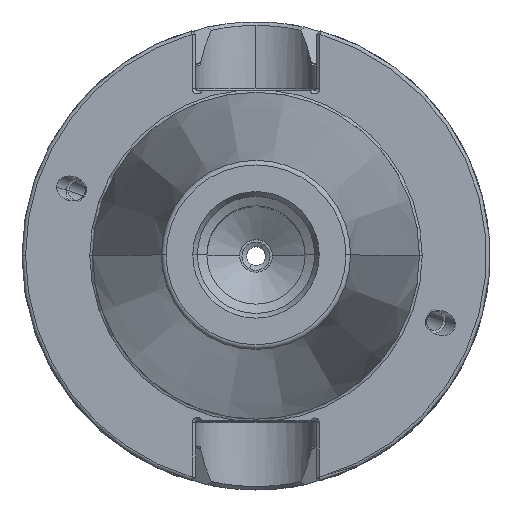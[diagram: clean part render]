
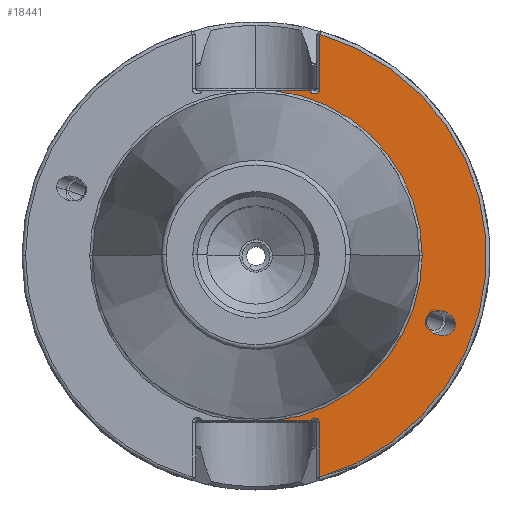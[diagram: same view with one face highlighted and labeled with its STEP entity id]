
A CAD part, top view. The second image highlights one B-rep face of the part: STEP entity #18441.
In plain terms, the highlighted planar face has unit normal (0, 0, 1).
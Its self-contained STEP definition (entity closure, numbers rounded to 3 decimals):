
#24 = VECTOR ( 'NONE', #1605, 1000. ) ;
#326 = DIRECTION ( 'NONE',  ( 0., 0., -1. ) ) ;
#469 = DIRECTION ( 'NONE',  ( -1., 0., 0. ) ) ;
#505 = ORIENTED_EDGE ( 'NONE', *, *, #1068, .F. ) ;
#506 = CARTESIAN_POINT ( 'NONE',  ( 36.355, -14.023, -3. ) ) ;
#713 = AXIS2_PLACEMENT_3D ( 'NONE', #19946, #10155, #469 ) ;
#753 = EDGE_LOOP ( 'NONE', ( #19159, #14430 ) ) ;
#776 =( BOUNDED_CURVE ( )  B_SPLINE_CURVE ( 3, ( #506, #10196, #13490, #3746 ),
 .UNSPECIFIED., .F., .F. ) 
 B_SPLINE_CURVE_WITH_KNOTS ( ( 4, 4 ),
 ( 2.852, 5.993 ),
 .UNSPECIFIED. ) 
 CURVE ( )  GEOMETRIC_REPRESENTATION_ITEM ( )  RATIONAL_B_SPLINE_CURVE ( ( 1., 0.333, 0.333, 1. ) ) 
 REPRESENTATION_ITEM ( '' )  );
#864 = CARTESIAN_POINT ( 'NONE',  ( 13.65, 47.308, -3. ) ) ;
#904 = VERTEX_POINT ( 'NONE', #7339 ) ;
#975 = VERTEX_POINT ( 'NONE', #5459 ) ;
#1068 = EDGE_CURVE ( 'NONE', #8333, #17228, #3368, .T. ) ;
#1605 = DIRECTION ( 'NONE',  ( 0., -1., 0. ) ) ;
#1666 = CARTESIAN_POINT ( 'NONE',  ( 13.544, 49.987, -3. ) ) ;
#2486 = CIRCLE ( 'NONE', #713, 35.5 ) ;
#2640 = EDGE_CURVE ( 'NONE', #13273, #17228, #12898, .T. ) ;
#2717 = DIRECTION ( 'NONE',  ( -1., 0., 0. ) ) ;
#2854 = VECTOR ( 'NONE', #19256, 1000. ) ;
#2879 = ORIENTED_EDGE ( 'NONE', *, *, #15157, .T. ) ;
#3003 = ORIENTED_EDGE ( 'NONE', *, *, #8366, .T. ) ;
#3358 = CARTESIAN_POINT ( 'NONE',  ( 0., 0., -3. ) ) ;
#3368 = LINE ( 'NONE', #11364, #2854 ) ;
#3413 = CARTESIAN_POINT ( 'NONE',  ( 0., 35.3, -3. ) ) ;
#3657 = EDGE_CURVE ( 'NONE', #975, #13340, #14347, .T. ) ;
#3682 = ORIENTED_EDGE ( 'NONE', *, *, #15537, .T. ) ;
#3746 = CARTESIAN_POINT ( 'NONE',  ( 42.579, -14.707, -3. ) ) ;
#3806 = ORIENTED_EDGE ( 'NONE', *, *, #16112, .T. ) ;
#3854 = AXIS2_PLACEMENT_3D ( 'NONE', #15486, #5690, #17122 ) ;
#4737 = ORIENTED_EDGE ( 'NONE', *, *, #11588, .F. ) ;
#4909 = DIRECTION ( 'NONE',  ( 0., -1., 0. ) ) ;
#4963 = CARTESIAN_POINT ( 'NONE',  ( 13.544, -47.338, -3. ) ) ;
#5005 = VERTEX_POINT ( 'NONE', #864 ) ;
#5111 = CARTESIAN_POINT ( 'NONE',  ( 36.355, -14.023, -3. ) ) ;
#5254 = VERTEX_POINT ( 'NONE', #20080 ) ;
#5403 = DIRECTION ( 'NONE',  ( 0., 0., -1. ) ) ;
#5459 = CARTESIAN_POINT ( 'NONE',  ( 42.579, -14.707, -3. ) ) ;
#5690 = DIRECTION ( 'NONE',  ( 0., 0., -1. ) ) ;
#5784 = VERTEX_POINT ( 'NONE', #13283 ) ;
#5916 = CARTESIAN_POINT ( 'NONE',  ( 36.355, -14.023, -3. ) ) ;
#6059 = CARTESIAN_POINT ( 'NONE',  ( 3.763, 35.3, -3. ) ) ;
#6238 = DIRECTION ( 'NONE',  ( 0., 0., 1. ) ) ;
#6302 = CARTESIAN_POINT ( 'NONE',  ( 36.355, -19.326, -3. ) ) ;
#7292 = AXIS2_PLACEMENT_3D ( 'NONE', #3358, #11543, #2717 ) ;
#7339 = CARTESIAN_POINT ( 'NONE',  ( 13.544, -35.675, -3. ) ) ;
#8333 = VERTEX_POINT ( 'NONE', #18097 ) ;
#8366 = EDGE_CURVE ( 'NONE', #16730, #13273, #2486, .T. ) ;
#8465 = FACE_OUTER_BOUND ( 'NONE', #9472, .T. ) ;
#8914 = CARTESIAN_POINT ( 'NONE',  ( 3.763, -35.3, -3. ) ) ;
#9472 = EDGE_LOOP ( 'NONE', ( #505, #3682, #20314, #20776, #2879, #3806, #4737, #3003, #13794 ) ) ;
#9852 = EDGE_CURVE ( 'NONE', #13340, #975, #776, .T. ) ;
#10013 = CARTESIAN_POINT ( 'NONE',  ( 12.525, 35.675, -3. ) ) ;
#10085 = CARTESIAN_POINT ( 'NONE',  ( 42.579, -14.707, -3. ) ) ;
#10155 = DIRECTION ( 'NONE',  ( 0., 0., -1. ) ) ;
#10196 = CARTESIAN_POINT ( 'NONE',  ( 36.355, -8.72, -3. ) ) ;
#10381 = CARTESIAN_POINT ( 'NONE',  ( 42.579, -20.01, -3. ) ) ;
#10481 = VECTOR ( 'NONE', #14845, 1000. ) ;
#11364 = CARTESIAN_POINT ( 'NONE',  ( 0., -35.3, -3. ) ) ;
#11543 = DIRECTION ( 'NONE',  ( 0., 0., -1. ) ) ;
#11588 = EDGE_CURVE ( 'NONE', #16730, #5784, #19168, .T. ) ;
#11668 = DIRECTION ( 'NONE',  ( -1., 0., 0. ) ) ;
#12250 = AXIS2_PLACEMENT_3D ( 'NONE', #16046, #6238, #17683 ) ;
#12460 = LINE ( 'NONE', #19604, #24 ) ;
#12898 = CIRCLE ( 'NONE', #7292, 35.5 ) ;
#13273 = VERTEX_POINT ( 'NONE', #20330 ) ;
#13283 = CARTESIAN_POINT ( 'NONE',  ( 11.464, 35.3, -3. ) ) ;
#13340 = VERTEX_POINT ( 'NONE', #5916 ) ;
#13427 = AXIS2_PLACEMENT_3D ( 'NONE', #10013, #326, #11668 ) ;
#13455 = PLANE ( 'NONE',  #14494 ) ;
#13490 = CARTESIAN_POINT ( 'NONE',  ( 42.579, -9.404, -3. ) ) ;
#13794 = ORIENTED_EDGE ( 'NONE', *, *, #2640, .T. ) ;
#14247 = CIRCLE ( 'NONE', #3854, 1.019 ) ;
#14299 = VERTEX_POINT ( 'NONE', #4963 ) ;
#14347 =( BOUNDED_CURVE ( )  B_SPLINE_CURVE ( 3, ( #10085, #10381, #6302, #5111 ),
 .UNSPECIFIED., .F., .T. ) 
 B_SPLINE_CURVE_WITH_KNOTS ( ( 4, 4 ),
 ( 5.993, 9.135 ),
 .UNSPECIFIED. ) 
 CURVE ( )  GEOMETRIC_REPRESENTATION_ITEM ( )  RATIONAL_B_SPLINE_CURVE ( ( 1., 0.333, 0.333, 1. ) ) 
 REPRESENTATION_ITEM ( '' )  );
#14430 = ORIENTED_EDGE ( 'NONE', *, *, #9852, .T. ) ;
#14494 = AXIS2_PLACEMENT_3D ( 'NONE', #15196, #5403, #16843 ) ;
#14845 = DIRECTION ( 'NONE',  ( 1., 0., 0. ) ) ;
#15157 = EDGE_CURVE ( 'NONE', #5005, #5254, #12460, .T. ) ;
#15196 = CARTESIAN_POINT ( 'NONE',  ( 0., 49.987, -3. ) ) ;
#15486 = CARTESIAN_POINT ( 'NONE',  ( 12.525, -35.675, -3. ) ) ;
#15537 = EDGE_CURVE ( 'NONE', #8333, #904, #14247, .T. ) ;
#15783 = LINE ( 'NONE', #1666, #20108 ) ;
#16046 = CARTESIAN_POINT ( 'NONE',  ( 0., 0., -3. ) ) ;
#16112 = EDGE_CURVE ( 'NONE', #5254, #5784, #19275, .T. ) ;
#16730 = VERTEX_POINT ( 'NONE', #6059 ) ;
#16843 = DIRECTION ( 'NONE',  ( -1., 0., 0. ) ) ;
#17122 = DIRECTION ( 'NONE',  ( -1., 0., 0. ) ) ;
#17177 = FACE_BOUND ( 'NONE', #753, .T. ) ;
#17228 = VERTEX_POINT ( 'NONE', #8914 ) ;
#17461 = EDGE_CURVE ( 'NONE', #14299, #5005, #19443, .T. ) ;
#17683 = DIRECTION ( 'NONE',  ( -1., 0., 0. ) ) ;
#18097 = CARTESIAN_POINT ( 'NONE',  ( 11.578, -35.3, -3. ) ) ;
#18441 = ADVANCED_FACE ( 'NONE', ( #17177, #8465 ), #13455, .F. ) ;
#19159 = ORIENTED_EDGE ( 'NONE', *, *, #3657, .T. ) ;
#19168 = LINE ( 'NONE', #3413, #10481 ) ;
#19256 = DIRECTION ( 'NONE',  ( -1., 0., 0. ) ) ;
#19275 = CIRCLE ( 'NONE', #13427, 1.125 ) ;
#19443 = CIRCLE ( 'NONE', #12250, 49.237 ) ;
#19604 = CARTESIAN_POINT ( 'NONE',  ( 13.65, 35.675, -3. ) ) ;
#19946 = CARTESIAN_POINT ( 'NONE',  ( 0., 0., -3. ) ) ;
#20080 = CARTESIAN_POINT ( 'NONE',  ( 13.65, 35.675, -3. ) ) ;
#20108 = VECTOR ( 'NONE', #4909, 1000. ) ;
#20314 = ORIENTED_EDGE ( 'NONE', *, *, #20847, .T. ) ;
#20330 = CARTESIAN_POINT ( 'NONE',  ( 35.5, 0., -3. ) ) ;
#20776 = ORIENTED_EDGE ( 'NONE', *, *, #17461, .T. ) ;
#20847 = EDGE_CURVE ( 'NONE', #904, #14299, #15783, .T. ) ;
